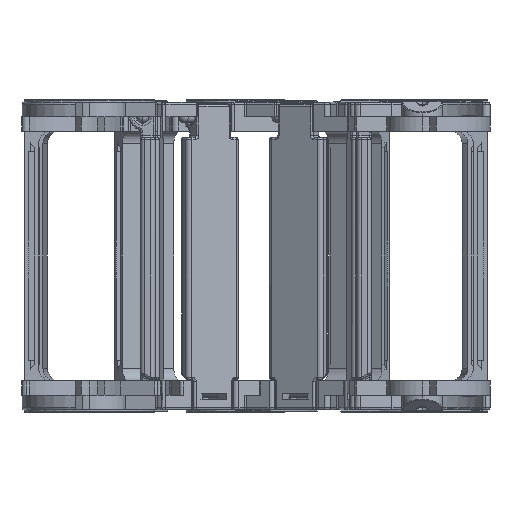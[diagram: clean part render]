
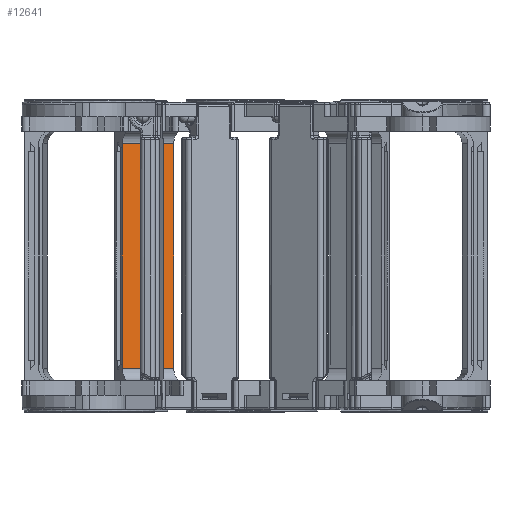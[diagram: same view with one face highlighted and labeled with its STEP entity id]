
A CAD part, left-side view. The second image highlights one B-rep face of the part: STEP entity #12641.
In plain terms, the highlighted face is planar.
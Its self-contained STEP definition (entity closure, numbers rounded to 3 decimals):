
#1206 = DIRECTION ( 'NONE',  ( 0., 0., -1. ) ) ;
#1975 = AXIS2_PLACEMENT_3D ( 'NONE', #14604, #19824, #14463 ) ;
#2497 = DIRECTION ( 'NONE',  ( 0., 0., 1. ) ) ;
#3090 = CARTESIAN_POINT ( 'NONE',  ( 107.5, -12.25, 52. ) ) ;
#4127 = FACE_OUTER_BOUND ( 'NONE', #16145, .T. ) ;
#4836 = ORIENTED_EDGE ( 'NONE', *, *, #9770, .T. ) ;
#5717 = DIRECTION ( 'NONE',  ( 1., 0., 0. ) ) ;
#6159 = PLANE ( 'NONE',  #1975 ) ;
#6236 = ORIENTED_EDGE ( 'NONE', *, *, #8869, .T. ) ;
#6424 = CARTESIAN_POINT ( 'NONE',  ( 92.5, -12.25, -2. ) ) ;
#6827 = VECTOR ( 'NONE', #2497, 1000. ) ;
#7751 = CARTESIAN_POINT ( 'NONE',  ( 92.5, -12.25, 52. ) ) ;
#8869 = EDGE_CURVE ( 'NONE', #10000, #12060, #9672, .T. ) ;
#9460 = VECTOR ( 'NONE', #5717, 1000. ) ;
#9663 = ORIENTED_EDGE ( 'NONE', *, *, #13468, .T. ) ;
#9672 = LINE ( 'NONE', #12895, #14765 ) ;
#9770 = EDGE_CURVE ( 'NONE', #13162, #9773, #17956, .T. ) ;
#9773 = VERTEX_POINT ( 'NONE', #7751 ) ;
#10000 = VERTEX_POINT ( 'NONE', #3090 ) ;
#12060 = VERTEX_POINT ( 'NONE', #20986 ) ;
#12641 = ADVANCED_FACE ( 'NONE', ( #4127 ), #6159, .T. ) ;
#12895 = CARTESIAN_POINT ( 'NONE',  ( 107.5, -12.25, 70. ) ) ;
#13162 = VERTEX_POINT ( 'NONE', #6424 ) ;
#13468 = EDGE_CURVE ( 'NONE', #9773, #10000, #17246, .T. ) ;
#14463 = DIRECTION ( 'NONE',  ( 0., 0., 1. ) ) ;
#14604 = CARTESIAN_POINT ( 'NONE',  ( 90., -12.25, 30. ) ) ;
#14765 = VECTOR ( 'NONE', #1206, 1000. ) ;
#16145 = EDGE_LOOP ( 'NONE', ( #6236, #17779, #4836, #9663 ) ) ;
#16486 = VECTOR ( 'NONE', #16957, 1000. ) ;
#16957 = DIRECTION ( 'NONE',  ( -1., 0., 0. ) ) ;
#17246 = LINE ( 'NONE', #21109, #9460 ) ;
#17779 = ORIENTED_EDGE ( 'NONE', *, *, #20832, .T. ) ;
#17956 = LINE ( 'NONE', #17977, #6827 ) ;
#17977 = CARTESIAN_POINT ( 'NONE',  ( 92.5, -12.25, 70. ) ) ;
#19824 = DIRECTION ( 'NONE',  ( 0., 1., 0. ) ) ;
#20832 = EDGE_CURVE ( 'NONE', #12060, #13162, #21575, .T. ) ;
#20986 = CARTESIAN_POINT ( 'NONE',  ( 107.5, -12.25, -2. ) ) ;
#21109 = CARTESIAN_POINT ( 'NONE',  ( 90., -12.25, 52. ) ) ;
#21575 = LINE ( 'NONE', #22110, #16486 ) ;
#22110 = CARTESIAN_POINT ( 'NONE',  ( 90., -12.25, -2. ) ) ;
